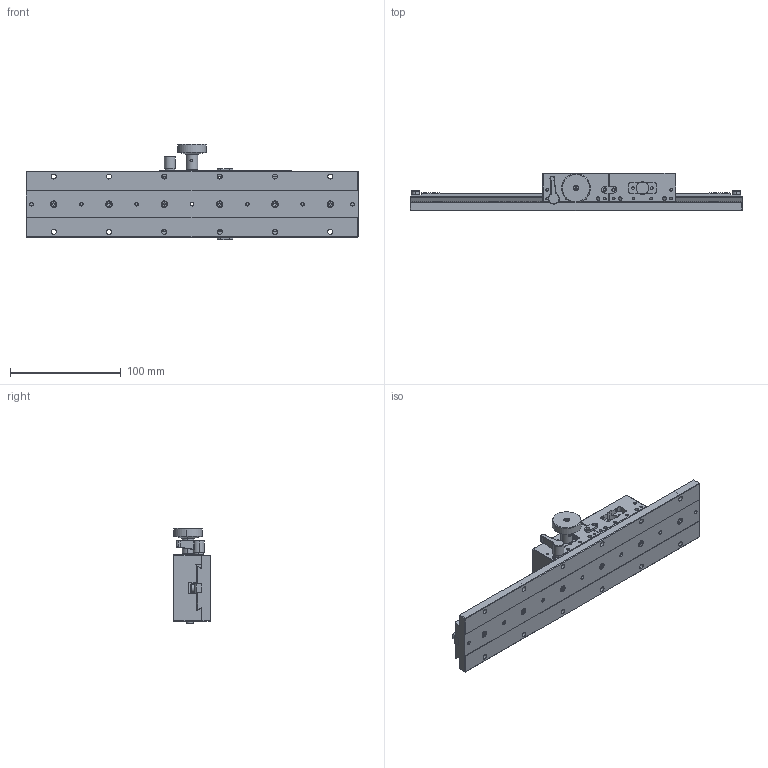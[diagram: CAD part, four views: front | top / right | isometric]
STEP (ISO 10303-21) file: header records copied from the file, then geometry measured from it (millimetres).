
FILE_DESCRIPTION (( 'STEP AP203' ), '1' );
FILE_NAME ('AD240C-60D1(AP203).STEP', '2020-10-29T07:54:20', ( 'China' ), ( 'Microsoft' ), 'SwSTEP 2.0', 'SolidWorks 2017', '' );
FILE_SCHEMA (( 'CONFIG_CONTROL_DESIGN' ));
Length unit declared in the file: millimetre
Products named in the file (1): AD240C-60D1(AP203)
Bounding box: 300 x 34 x 85.99 mm (x, y, z)
Surface area: 85075.4 mm2 (no closed solid volume)
Topology: 0 solids, 43 shells, 694 faces, 2232 edges, 1536 vertices
Faces by surface type: plane 394, cylinder 225, cone 42, torus 30, bspline 3
Entity records: 24802 total; most frequent: CARTESIAN_POINT 4892, DIRECTION 4241, ORIENTED_EDGE 3633, EDGE_CURVE 2210, VERTEX_POINT 1536, VECTOR 1487, LINE 1487, AXIS2_PLACEMENT_3D 1377
